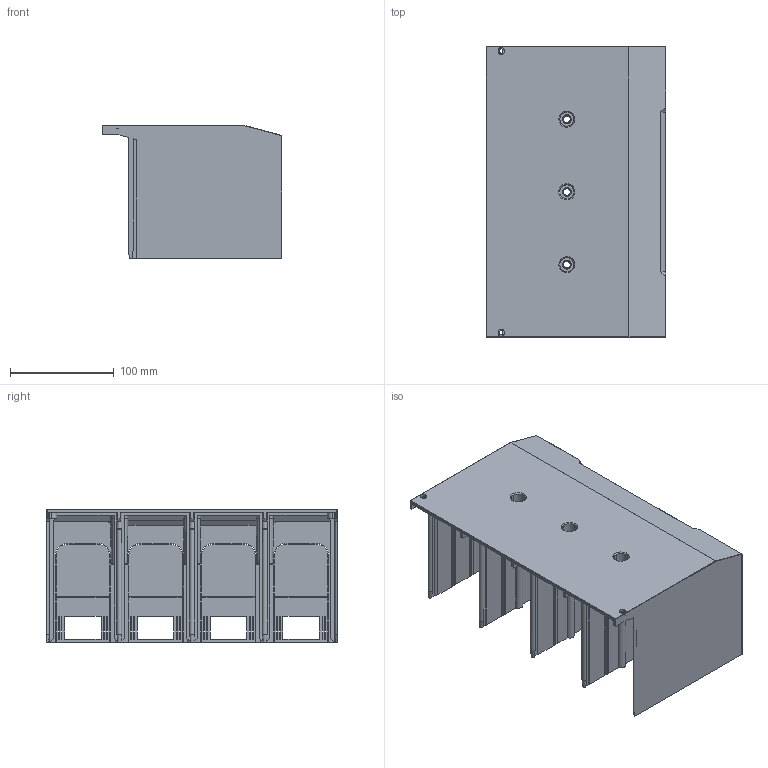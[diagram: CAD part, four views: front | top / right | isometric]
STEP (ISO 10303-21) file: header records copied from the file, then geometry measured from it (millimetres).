
FILE_DESCRIPTION(/* description */ (''),/* implementation_level */ '2;1');
FILE_NAME(/* name */ 'FILE_STP_CAD_DRAWING_3D_P5X843L_prt.stp',/* time_stamp */ '2025-07-28T15:45:08+02:00',/* author */ (''),/* organization */ (''),/* preprocessor_version */ 'ST-DEVELOPER v20',/* originating_system */ 'SIEMENS PLM Software NX2406.8500',/* authorisation */ '');
FILE_SCHEMA (('AUTOMOTIVE_DESIGN { 1 0 10303 214 3 1 1 1 }'));
Length unit declared in the file: millimetre
Products named in the file (1): 3D_P5X843L
Bounding box: 172.5 x 279.6 x 127.8 mm (x, y, z)
Surface area: 375215.6 mm2 (no closed solid volume)
Topology: 0 solids, 1 shells, 414 faces, 1900 edges, 1361 vertices
Faces by surface type: plane 266, cylinder 104, cone 26, torus 8, bspline 6, sphere 4
Entity records: 19567 total; most frequent: CARTESIAN_POINT 4646, ORIENTED_EDGE 2892, DIRECTION 2822, EDGE_CURVE 1900, LINE 1476, VECTOR 1476, VERTEX_POINT 1360, AXIS2_PLACEMENT_3D 673
